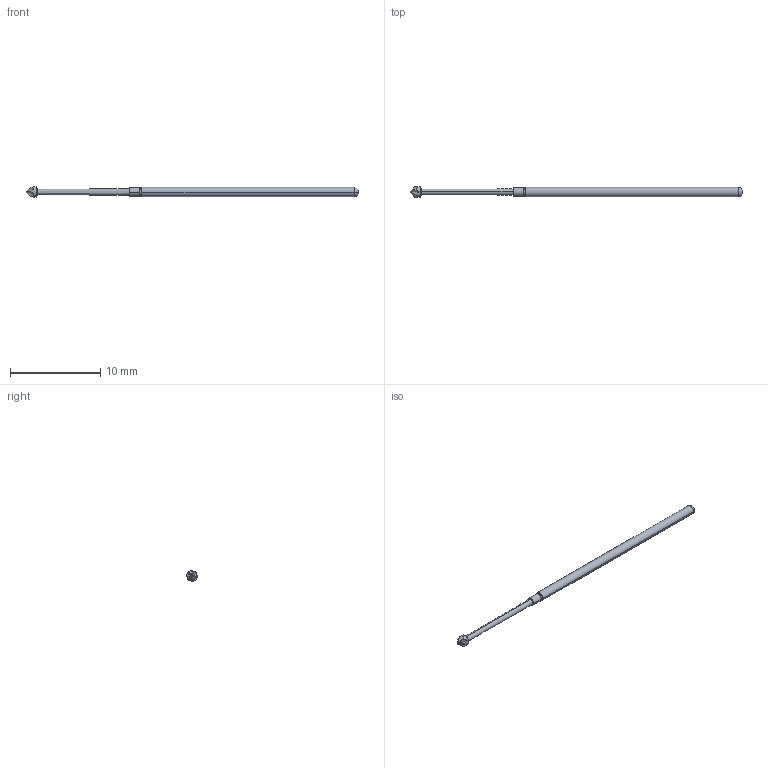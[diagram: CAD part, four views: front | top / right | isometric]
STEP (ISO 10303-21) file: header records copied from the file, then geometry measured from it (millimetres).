
FILE_DESCRIPTION (( 'STEP AP214' ), '1' );
FILE_NAME ('075-PR_4006_.STEP', '2018-03-06T16:37:26', ( '' ), ( '' ), 'SwSTEP 2.0', 'SolidWorks 2017', '' );
FILE_SCHEMA (( 'AUTOMOTIVE_DESIGN' ));
Length unit declared in the file: inch
Products named in the file (1): 075-PR_4006_
Bounding box: 36.83 x 1.17 x 1.17 mm (x, y, z)
Volume: 24.8 mm3; surface area: 107.3 mm2
Topology: 1 solids, 1 shells, 41 faces, 98 edges, 60 vertices
Faces by surface type: bspline 18, cone 8, cylinder 6, torus 6, plane 3
Entity records: 4669 total; most frequent: CARTESIAN_POINT 3290, ORIENTED_EDGE 196, DIRECTION 118, EDGE_CURVE 98, VERTEX_POINT 60, B_SPLINE_CURVE_WITH_KNOTS 56, AXIS2_PLACEMENT_3D 52, UNCERTAINTY_MEASURE_WITH_UNIT 44
